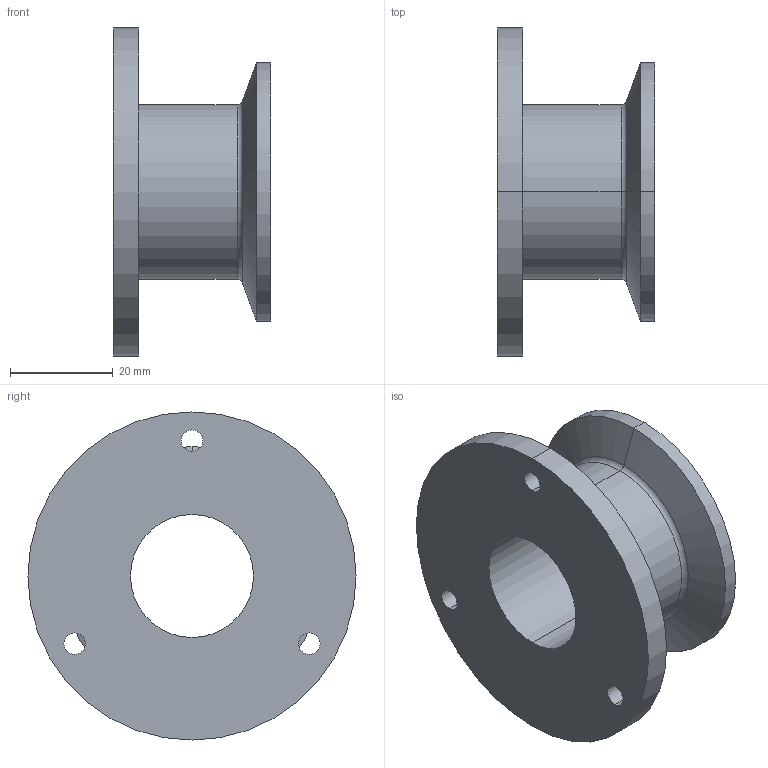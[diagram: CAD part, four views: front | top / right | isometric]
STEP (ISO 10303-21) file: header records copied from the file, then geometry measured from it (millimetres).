
FILE_DESCRIPTION (( 'STEP AP214' ), '1' );
FILE_NAME ('PowderBoxValveFitting_v3_metal.STEP', '2024-10-09T10:46:10', ( '' ), ( '' ), 'SwSTEP 2.0', 'SolidWorks 2024', '' );
FILE_SCHEMA (( 'AUTOMOTIVE_DESIGN' ));
Length unit declared in the file: millimetre
Products named in the file (1): PowderBoxValveFitting_v3_metal
Bounding box: 30.81 x 64 x 64 mm (x, y, z)
Volume: 29578.3 mm3; surface area: 14078.6 mm2
Topology: 1 solids, 1 shells, 27 faces, 60 edges, 38 vertices
Faces by surface type: cylinder 14, cone 6, plane 5, torus 2
Entity records: 805 total; most frequent: DIRECTION 156, CARTESIAN_POINT 126, ORIENTED_EDGE 120, AXIS2_PLACEMENT_3D 68, EDGE_CURVE 60, CIRCLE 40, EDGE_LOOP 38, VERTEX_POINT 38
